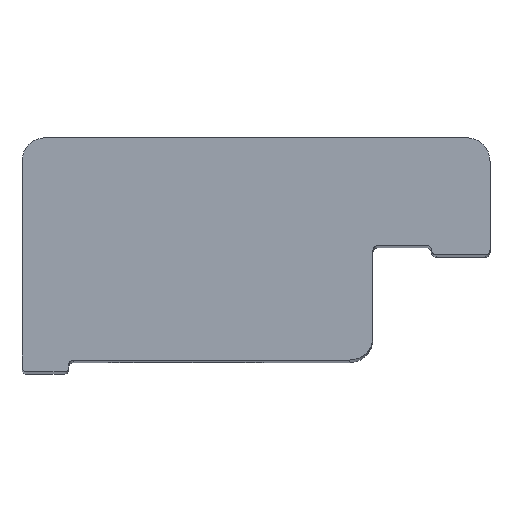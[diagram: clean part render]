
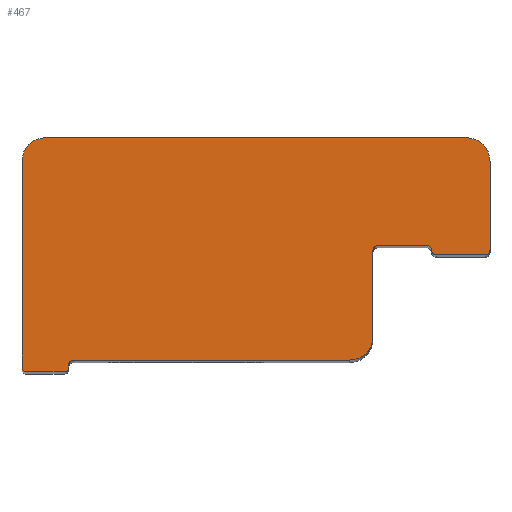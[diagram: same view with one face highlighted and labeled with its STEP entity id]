
A CAD part, top view. The second image highlights one B-rep face of the part: STEP entity #467.
In plain terms, the highlighted planar face has unit normal (0, 0, 1).
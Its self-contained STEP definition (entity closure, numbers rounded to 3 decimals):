
#17=LINE('',#726,#54);
#20=LINE('',#732,#57);
#21=LINE('',#736,#58);
#22=LINE('',#742,#59);
#23=LINE('',#746,#60);
#24=LINE('',#750,#61);
#25=LINE('',#754,#62);
#26=LINE('',#758,#63);
#27=LINE('',#762,#64);
#54=VECTOR('',#583,11.8);
#57=VECTOR('',#588,3.7);
#58=VECTOR('',#591,2.1);
#59=VECTOR('',#596,2.1);
#60=VECTOR('',#599,3.8);
#61=VECTOR('',#602,18.);
#62=VECTOR('',#605,8.8);
#63=VECTOR('',#608,1.6);
#64=VECTOR('',#611,0.1);
#121=FACE_OUTER_BOUND('',#156,.T.);
#156=EDGE_LOOP('',(#338,#339,#340,#341,#342,#343,#344,#345,#346,#347,#348,
#349,#350,#351,#352,#353,#354,#355,#356));
#185=CIRCLE('',#503,1.);
#187=CIRCLE('',#507,0.2);
#188=CIRCLE('',#508,0.2);
#189=CIRCLE('',#509,0.2);
#190=CIRCLE('',#510,0.2);
#191=CIRCLE('',#511,1.);
#192=CIRCLE('',#512,1.);
#193=CIRCLE('',#513,0.2);
#194=CIRCLE('',#514,0.2);
#195=CIRCLE('',#515,0.2);
#213=VERTEX_POINT('',#716);
#214=VERTEX_POINT('',#717);
#217=VERTEX_POINT('',#725);
#219=VERTEX_POINT('',#731);
#220=VERTEX_POINT('',#733);
#221=VERTEX_POINT('',#735);
#222=VERTEX_POINT('',#737);
#223=VERTEX_POINT('',#739);
#224=VERTEX_POINT('',#741);
#225=VERTEX_POINT('',#743);
#226=VERTEX_POINT('',#745);
#227=VERTEX_POINT('',#747);
#228=VERTEX_POINT('',#749);
#229=VERTEX_POINT('',#751);
#230=VERTEX_POINT('',#753);
#231=VERTEX_POINT('',#755);
#232=VERTEX_POINT('',#757);
#233=VERTEX_POINT('',#759);
#234=VERTEX_POINT('',#761);
#259=EDGE_CURVE('',#213,#214,#185,.T.);
#263=EDGE_CURVE('',#214,#217,#17,.T.);
#266=EDGE_CURVE('',#219,#213,#20,.T.);
#267=EDGE_CURVE('',#220,#219,#187,.T.);
#268=EDGE_CURVE('',#221,#220,#21,.T.);
#269=EDGE_CURVE('',#222,#221,#188,.T.);
#270=EDGE_CURVE('',#223,#222,#189,.T.);
#271=EDGE_CURVE('',#224,#223,#22,.T.);
#272=EDGE_CURVE('',#225,#224,#190,.T.);
#273=EDGE_CURVE('',#226,#225,#23,.T.);
#274=EDGE_CURVE('',#227,#226,#191,.T.);
#275=EDGE_CURVE('',#228,#227,#24,.T.);
#276=EDGE_CURVE('',#229,#228,#192,.T.);
#277=EDGE_CURVE('',#230,#229,#25,.T.);
#278=EDGE_CURVE('',#231,#230,#193,.T.);
#279=EDGE_CURVE('',#232,#231,#26,.T.);
#280=EDGE_CURVE('',#233,#232,#194,.T.);
#281=EDGE_CURVE('',#234,#233,#27,.T.);
#282=EDGE_CURVE('',#217,#234,#195,.T.);
#338=ORIENTED_EDGE('',*,*,#259,.F.);
#339=ORIENTED_EDGE('',*,*,#266,.F.);
#340=ORIENTED_EDGE('',*,*,#267,.F.);
#341=ORIENTED_EDGE('',*,*,#268,.F.);
#342=ORIENTED_EDGE('',*,*,#269,.F.);
#343=ORIENTED_EDGE('',*,*,#270,.F.);
#344=ORIENTED_EDGE('',*,*,#271,.F.);
#345=ORIENTED_EDGE('',*,*,#272,.F.);
#346=ORIENTED_EDGE('',*,*,#273,.F.);
#347=ORIENTED_EDGE('',*,*,#274,.F.);
#348=ORIENTED_EDGE('',*,*,#275,.F.);
#349=ORIENTED_EDGE('',*,*,#276,.F.);
#350=ORIENTED_EDGE('',*,*,#277,.F.);
#351=ORIENTED_EDGE('',*,*,#278,.F.);
#352=ORIENTED_EDGE('',*,*,#279,.F.);
#353=ORIENTED_EDGE('',*,*,#280,.F.);
#354=ORIENTED_EDGE('',*,*,#281,.F.);
#355=ORIENTED_EDGE('',*,*,#282,.F.);
#356=ORIENTED_EDGE('',*,*,#263,.F.);
#449=PLANE('',#506);
#467=ADVANCED_FACE('',(#121),#449,.T.);
#503=AXIS2_PLACEMENT_3D('',#718,#575,#576);
#506=AXIS2_PLACEMENT_3D('',#730,#586,#587);
#507=AXIS2_PLACEMENT_3D('',#734,#589,#590);
#508=AXIS2_PLACEMENT_3D('',#738,#592,#593);
#509=AXIS2_PLACEMENT_3D('',#740,#594,#595);
#510=AXIS2_PLACEMENT_3D('',#744,#597,#598);
#511=AXIS2_PLACEMENT_3D('',#748,#600,#601);
#512=AXIS2_PLACEMENT_3D('',#752,#603,#604);
#513=AXIS2_PLACEMENT_3D('',#756,#606,#607);
#514=AXIS2_PLACEMENT_3D('',#760,#609,#610);
#515=AXIS2_PLACEMENT_3D('',#763,#612,#613);
#575=DIRECTION('center_axis',(0.,0.,-1.));
#576=DIRECTION('ref_axis',(0.707,-0.707,0.));
#583=DIRECTION('',(-1.,0.,0.));
#586=DIRECTION('center_axis',(0.,0.,1.));
#587=DIRECTION('ref_axis',(1.,0.,0.));
#588=DIRECTION('',(0.,-1.,0.));
#589=DIRECTION('center_axis',(0.,0.,1.));
#590=DIRECTION('ref_axis',(-0.707,0.707,0.));
#591=DIRECTION('',(-1.,0.,0.));
#592=DIRECTION('center_axis',(0.,0.,1.));
#593=DIRECTION('ref_axis',(0.707,0.707,0.));
#594=DIRECTION('center_axis',(0.,0.,-1.));
#595=DIRECTION('ref_axis',(-0.707,-0.707,0.));
#596=DIRECTION('',(-1.,0.,0.));
#597=DIRECTION('center_axis',(0.,0.,-1.));
#598=DIRECTION('ref_axis',(0.707,-0.707,0.));
#599=DIRECTION('',(0.,-1.,0.));
#600=DIRECTION('center_axis',(0.,0.,-1.));
#601=DIRECTION('ref_axis',(0.707,0.707,0.));
#602=DIRECTION('',(1.,0.,0.));
#603=DIRECTION('center_axis',(0.,0.,-1.));
#604=DIRECTION('ref_axis',(-0.707,0.707,0.));
#605=DIRECTION('',(0.,1.,0.));
#606=DIRECTION('center_axis',(0.,0.,-1.));
#607=DIRECTION('ref_axis',(-0.707,-0.707,0.));
#608=DIRECTION('',(-1.,0.,0.));
#609=DIRECTION('center_axis',(0.,0.,-1.));
#610=DIRECTION('ref_axis',(0.707,-0.707,0.));
#611=DIRECTION('',(0.,-1.,0.));
#612=DIRECTION('center_axis',(0.,0.,1.));
#613=DIRECTION('ref_axis',(-0.707,0.707,0.));
#716=CARTESIAN_POINT('',(-99.984,44.141,62.));
#717=CARTESIAN_POINT('',(-100.984,43.141,62.));
#718=CARTESIAN_POINT('Origin',(-100.984,44.141,62.));
#725=CARTESIAN_POINT('',(-112.784,43.141,62.));
#726=CARTESIAN_POINT('',(-112.984,43.141,62.));
#730=CARTESIAN_POINT('Origin',(-105.42,48.178,62.));
#731=CARTESIAN_POINT('',(-99.984,47.841,62.));
#732=CARTESIAN_POINT('',(-99.984,43.141,62.));
#733=CARTESIAN_POINT('',(-99.784,48.041,62.));
#734=CARTESIAN_POINT('Origin',(-99.784,47.841,62.));
#735=CARTESIAN_POINT('',(-97.684,48.041,62.));
#736=CARTESIAN_POINT('',(-99.984,48.041,62.));
#737=CARTESIAN_POINT('',(-97.484,47.841,62.));
#738=CARTESIAN_POINT('Origin',(-97.684,47.841,62.));
#739=CARTESIAN_POINT('',(-97.284,47.641,62.));
#740=CARTESIAN_POINT('Origin',(-97.284,47.841,62.));
#741=CARTESIAN_POINT('',(-95.184,47.641,62.));
#742=CARTESIAN_POINT('',(-97.484,47.641,62.));
#743=CARTESIAN_POINT('',(-94.984,47.841,62.));
#744=CARTESIAN_POINT('Origin',(-95.184,47.841,62.));
#745=CARTESIAN_POINT('',(-94.984,51.641,62.));
#746=CARTESIAN_POINT('',(-94.984,47.641,62.));
#747=CARTESIAN_POINT('',(-95.984,52.641,62.));
#748=CARTESIAN_POINT('Origin',(-95.984,51.641,62.));
#749=CARTESIAN_POINT('',(-113.984,52.641,62.));
#750=CARTESIAN_POINT('',(-94.984,52.641,62.));
#751=CARTESIAN_POINT('',(-114.984,51.641,62.));
#752=CARTESIAN_POINT('Origin',(-113.984,51.641,62.));
#753=CARTESIAN_POINT('',(-114.984,42.841,62.));
#754=CARTESIAN_POINT('',(-114.984,52.641,62.));
#755=CARTESIAN_POINT('',(-114.784,42.641,62.));
#756=CARTESIAN_POINT('Origin',(-114.784,42.841,62.));
#757=CARTESIAN_POINT('',(-113.184,42.641,62.));
#758=CARTESIAN_POINT('',(-114.984,42.641,62.));
#759=CARTESIAN_POINT('',(-112.984,42.841,62.));
#760=CARTESIAN_POINT('Origin',(-113.184,42.841,62.));
#761=CARTESIAN_POINT('',(-112.984,42.941,62.));
#762=CARTESIAN_POINT('',(-112.984,42.641,62.));
#763=CARTESIAN_POINT('Origin',(-112.784,42.941,62.));
